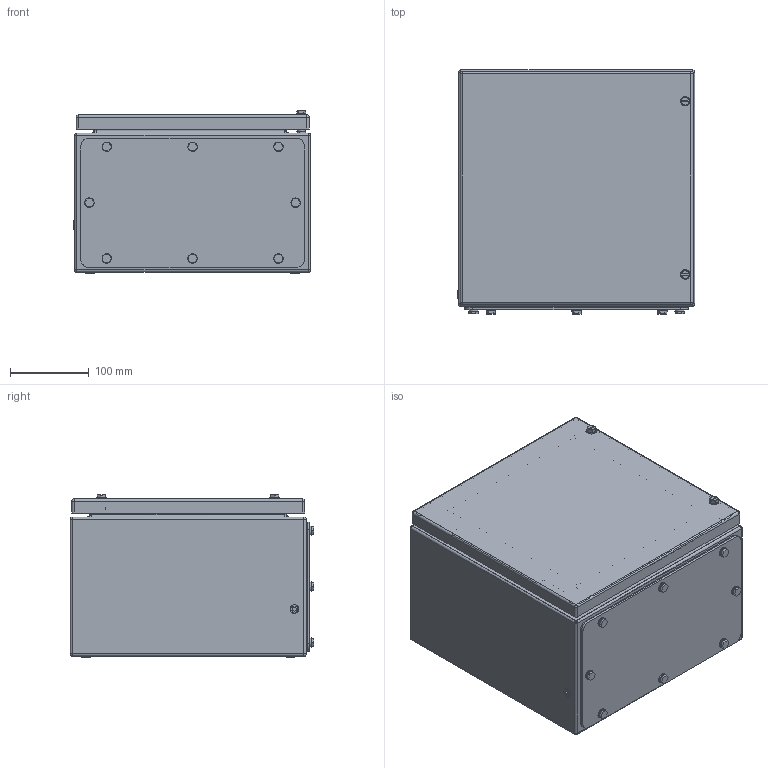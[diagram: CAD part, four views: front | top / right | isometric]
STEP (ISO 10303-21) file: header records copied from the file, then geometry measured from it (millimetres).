
FILE_DESCRIPTION(('CATIA V5 STEP Exchange','CAx-IF Rec.Pracs.--- Model Styling and Organization---1.4--- 2014-01-23'),'2;1');
FILE_NAME ('1320863-3_2_8000071019_LD_8000071019_KEBX_HS_303020_S4B1_AK.stp','2023-03-02T10:26:24+00:00',('none'),('Weidmueller'),'CATIA Version 5-6 Release 2016 SP3 HF44','CATIA V5 STEP AP214','none');
FILE_SCHEMA(('AUTOMOTIVE_DESIGN { 1 0 10303 214 1 1 1 1 }'));
Length unit declared in the file: millimetre
Products named in the file (1): HS KEBX 300X300X200 1GP
Bounding box: 301.5 x 309.75 x 207.1 mm (x, y, z)
Volume: 1017161.2 mm3; surface area: 1089583.7 mm2
Topology: 57 solids, 57 shells, 1259 faces, 3006 edges, 1918 vertices
Faces by surface type: plane 741, cylinder 430, sphere 24, torus 24, cone 24, bspline 16
Entity records: 41293 total; most frequent: CARTESIAN_POINT 11839, ORIENTED_EDGE 5964, DIRECTION 5021, EDGE_CURVE 2982, VERTEX_POINT 1918, VECTOR 1896, LINE 1896, AXIS2_PLACEMENT_3D 1883
